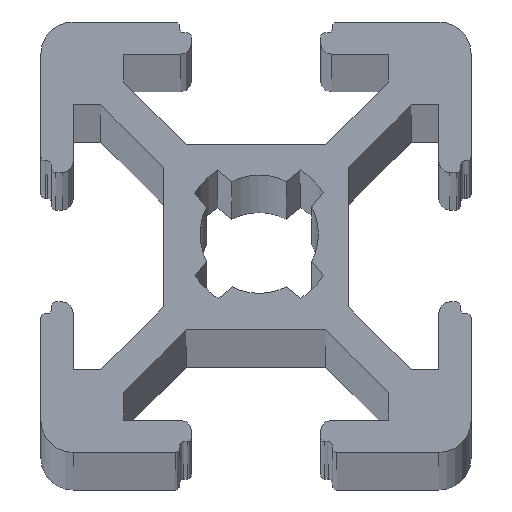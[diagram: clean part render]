
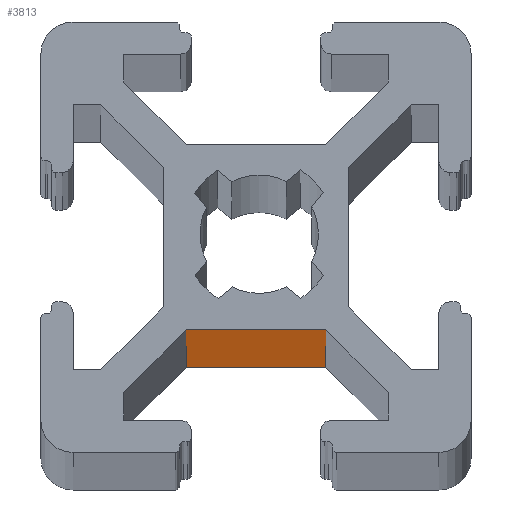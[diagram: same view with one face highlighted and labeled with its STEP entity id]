
A CAD part, top view. The second image highlights one B-rep face of the part: STEP entity #3813.
In plain terms, the highlighted planar face has unit normal (0, -1, 0).
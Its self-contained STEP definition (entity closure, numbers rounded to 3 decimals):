
#684=CARTESIAN_POINT('',(6.761,5.7,1000.0));
#685=VERTEX_POINT('',#684);
#692=CARTESIAN_POINT('',(13.24,5.7,1000.0));
#693=VERTEX_POINT('',#692);
#694=CARTESIAN_POINT('',(6.761,5.7,1000.0));
#695=DIRECTION('',(1.0,0.0,0.0));
#696=VECTOR('',#695,6.479);
#697=LINE('',#694,#696);
#698=EDGE_CURVE('',#685,#693,#697,.T.);
#1385=CARTESIAN_POINT('',(13.24,5.7,0.0));
#1386=VERTEX_POINT('',#1385);
#1393=CARTESIAN_POINT('',(6.761,5.7,0.0));
#1394=VERTEX_POINT('',#1393);
#1395=CARTESIAN_POINT('',(6.761,5.7,0.0));
#1396=DIRECTION('',(1.0,0.0,0.0));
#1397=VECTOR('',#1396,6.479);
#1398=LINE('',#1395,#1397);
#1399=EDGE_CURVE('',#1394,#1386,#1398,.T.);
#3788=CARTESIAN_POINT('',(13.24,5.7,0.0));
#3789=DIRECTION('',(0.0,0.0,1.0));
#3790=VECTOR('',#3789,1000.0);
#3791=LINE('',#3788,#3790);
#3792=EDGE_CURVE('',#1386,#693,#3791,.T.);
#3797=CARTESIAN_POINT('',(6.761,5.7,0.0));
#3798=DIRECTION('',(0.0,-1.0,0.0));
#3799=DIRECTION('',(1.0,0.0,0.0));
#3800=AXIS2_PLACEMENT_3D('',#3797,#3798,#3799);
#3801=PLANE('',#3800);
#3802=ORIENTED_EDGE('',*,*,#1399,.T.);
#3803=ORIENTED_EDGE('',*,*,#3792,.T.);
#3804=ORIENTED_EDGE('',*,*,#698,.F.);
#3805=CARTESIAN_POINT('',(6.761,5.7,0.0));
#3806=DIRECTION('',(0.0,0.0,1.0));
#3807=VECTOR('',#3806,1000.0);
#3808=LINE('',#3805,#3807);
#3809=EDGE_CURVE('',#1394,#685,#3808,.T.);
#3810=ORIENTED_EDGE('',*,*,#3809,.F.);
#3811=EDGE_LOOP('',(#3802,#3803,#3804,#3810));
#3812=FACE_OUTER_BOUND('',#3811,.T.);
#3813=ADVANCED_FACE('',(#3812),#3801,.T.);
